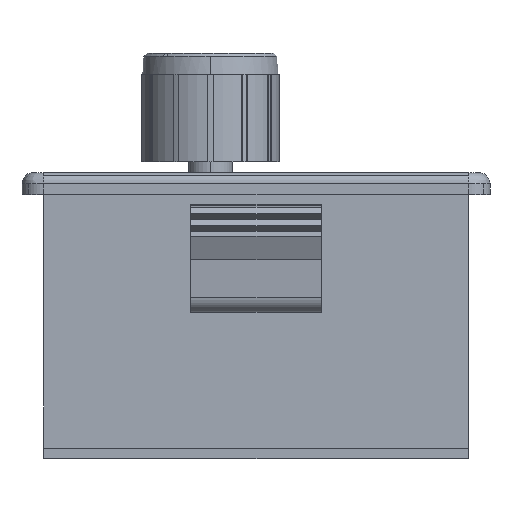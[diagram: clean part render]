
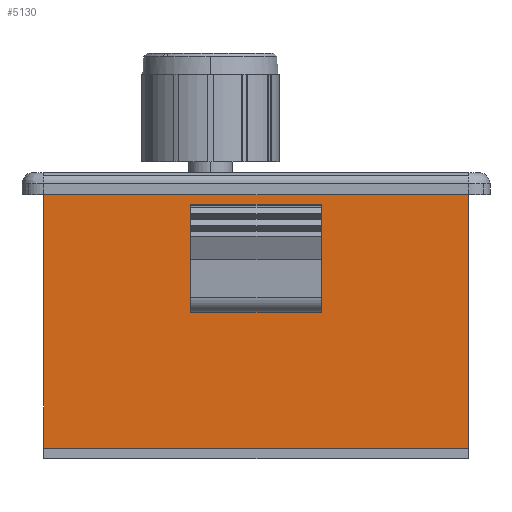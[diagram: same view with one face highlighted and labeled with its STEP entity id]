
A CAD part, left-side view. The second image highlights one B-rep face of the part: STEP entity #5130.
In plain terms, the highlighted planar face has unit normal (-1, 0, 0).
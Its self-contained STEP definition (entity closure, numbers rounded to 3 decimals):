
#2 = VECTOR ( 'NONE', #18699, 1000. ) ;
#616 = VECTOR ( 'NONE', #8080, 1000. ) ;
#945 = ORIENTED_EDGE ( 'NONE', *, *, #2706, .T. ) ;
#1258 = ORIENTED_EDGE ( 'NONE', *, *, #6644, .T. ) ;
#1696 = VECTOR ( 'NONE', #2756, 1000. ) ;
#1741 = ORIENTED_EDGE ( 'NONE', *, *, #23019, .T. ) ;
#1825 = LINE ( 'NONE', #23653, #19451 ) ;
#1888 = DIRECTION ( 'NONE',  ( 0., -1., 0. ) ) ;
#2000 = VERTEX_POINT ( 'NONE', #15317 ) ;
#2042 = CARTESIAN_POINT ( 'NONE',  ( -35.75, 19.5, 0. ) ) ;
#2706 = EDGE_CURVE ( 'NONE', #21374, #22458, #3545, .T. ) ;
#2756 = DIRECTION ( 'NONE',  ( 0., 1., 0. ) ) ;
#3545 = LINE ( 'NONE', #10843, #6978 ) ;
#3585 = ORIENTED_EDGE ( 'NONE', *, *, #15749, .F. ) ;
#4136 = FACE_OUTER_BOUND ( 'NONE', #10348, .T. ) ;
#4211 = DIRECTION ( 'NONE',  ( 0., 0., 1. ) ) ;
#4214 = CARTESIAN_POINT ( 'NONE',  ( -35.75, 6., 13.495 ) ) ;
#5130 = ADVANCED_FACE ( 'NONE', ( #5948, #4136 ), #22026, .T. ) ;
#5630 = ORIENTED_EDGE ( 'NONE', *, *, #11127, .F. ) ;
#5784 = LINE ( 'NONE', #20651, #2 ) ;
#5948 = FACE_BOUND ( 'NONE', #14206, .T. ) ;
#6188 = ORIENTED_EDGE ( 'NONE', *, *, #16646, .T. ) ;
#6225 = VERTEX_POINT ( 'NONE', #15760 ) ;
#6291 = LINE ( 'NONE', #7946, #616 ) ;
#6357 = LINE ( 'NONE', #11980, #1696 ) ;
#6644 = EDGE_CURVE ( 'NONE', #20802, #21374, #6357, .T. ) ;
#6978 = VECTOR ( 'NONE', #14544, 1000. ) ;
#7946 = CARTESIAN_POINT ( 'NONE',  ( -35.75, -19.5, 0. ) ) ;
#8080 = DIRECTION ( 'NONE',  ( 0., 0., 1. ) ) ;
#8328 = DIRECTION ( 'NONE',  ( -1., 0., 0. ) ) ;
#8916 = VECTOR ( 'NONE', #4211, 1000. ) ;
#10348 = EDGE_LOOP ( 'NONE', ( #5630, #23384, #3585, #14491 ) ) ;
#10843 = CARTESIAN_POINT ( 'NONE',  ( -35.75, 6., 9.223 ) ) ;
#11065 = CARTESIAN_POINT ( 'NONE',  ( -35.75, 6., 14.3 ) ) ;
#11124 = CARTESIAN_POINT ( 'NONE',  ( -35.75, -19.5, 1. ) ) ;
#11127 = EDGE_CURVE ( 'NONE', #22699, #2000, #5784, .T. ) ;
#11411 = CARTESIAN_POINT ( 'NONE',  ( -35.75, -6., 9.223 ) ) ;
#11980 = CARTESIAN_POINT ( 'NONE',  ( -35.75, 0., 13.495 ) ) ;
#12412 = CARTESIAN_POINT ( 'NONE',  ( -35.75, -19.5, 24.3 ) ) ;
#13165 = AXIS2_PLACEMENT_3D ( 'NONE', #17438, #8328, #19336 ) ;
#13838 = VECTOR ( 'NONE', #1888, 1000. ) ;
#14206 = EDGE_LOOP ( 'NONE', ( #6188, #1258, #945, #1741 ) ) ;
#14491 = ORIENTED_EDGE ( 'NONE', *, *, #20204, .F. ) ;
#14544 = DIRECTION ( 'NONE',  ( 0., 0., 1. ) ) ;
#14711 = CARTESIAN_POINT ( 'NONE',  ( -35.75, 0., 14.3 ) ) ;
#15198 = VERTEX_POINT ( 'NONE', #12412 ) ;
#15244 = DIRECTION ( 'NONE',  ( 0., 0., -1. ) ) ;
#15317 = CARTESIAN_POINT ( 'NONE',  ( -35.75, 19.5, 1. ) ) ;
#15454 = EDGE_CURVE ( 'NONE', #22699, #15198, #6291, .T. ) ;
#15639 = CARTESIAN_POINT ( 'NONE',  ( -35.75, -6., 14.3 ) ) ;
#15749 = EDGE_CURVE ( 'NONE', #6225, #15198, #1825, .T. ) ;
#15760 = CARTESIAN_POINT ( 'NONE',  ( -35.75, 19.5, 24.3 ) ) ;
#16161 = LINE ( 'NONE', #14711, #13838 ) ;
#16646 = EDGE_CURVE ( 'NONE', #17485, #20802, #20814, .T. ) ;
#16680 = CARTESIAN_POINT ( 'NONE',  ( -35.75, -6., 13.495 ) ) ;
#17438 = CARTESIAN_POINT ( 'NONE',  ( -35.75, 19.5, 0. ) ) ;
#17485 = VERTEX_POINT ( 'NONE', #15639 ) ;
#18699 = DIRECTION ( 'NONE',  ( 0., 1., 0. ) ) ;
#19336 = DIRECTION ( 'NONE',  ( 0., 0., 1. ) ) ;
#19451 = VECTOR ( 'NONE', #21869, 1000. ) ;
#20204 = EDGE_CURVE ( 'NONE', #2000, #6225, #22317, .T. ) ;
#20651 = CARTESIAN_POINT ( 'NONE',  ( -35.75, 9.75, 1. ) ) ;
#20802 = VERTEX_POINT ( 'NONE', #16680 ) ;
#20814 = LINE ( 'NONE', #11411, #21609 ) ;
#21374 = VERTEX_POINT ( 'NONE', #4214 ) ;
#21609 = VECTOR ( 'NONE', #15244, 1000. ) ;
#21869 = DIRECTION ( 'NONE',  ( 0., -1., 0. ) ) ;
#22026 = PLANE ( 'NONE',  #13165 ) ;
#22317 = LINE ( 'NONE', #2042, #8916 ) ;
#22458 = VERTEX_POINT ( 'NONE', #11065 ) ;
#22699 = VERTEX_POINT ( 'NONE', #11124 ) ;
#23019 = EDGE_CURVE ( 'NONE', #22458, #17485, #16161, .T. ) ;
#23384 = ORIENTED_EDGE ( 'NONE', *, *, #15454, .T. ) ;
#23653 = CARTESIAN_POINT ( 'NONE',  ( -35.75, 19.5, 24.3 ) ) ;
